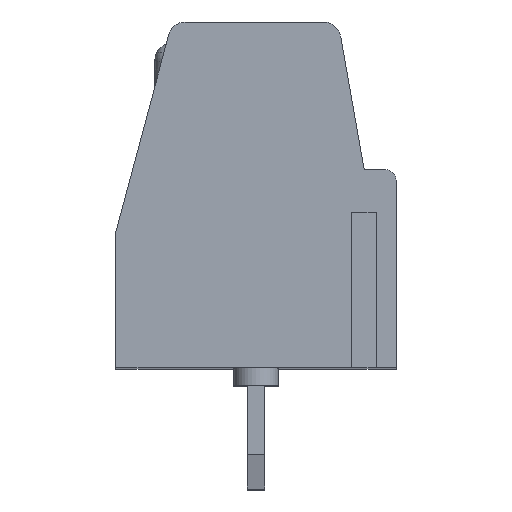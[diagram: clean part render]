
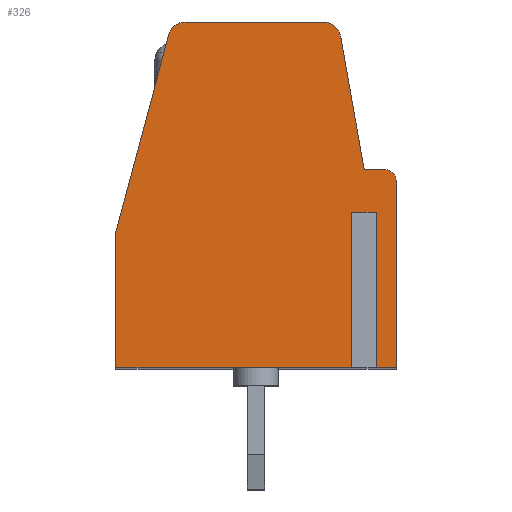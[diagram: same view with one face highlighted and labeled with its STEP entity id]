
A CAD part, top view. The second image highlights one B-rep face of the part: STEP entity #326.
In plain terms, the highlighted planar face has unit normal (0, 0, 1).
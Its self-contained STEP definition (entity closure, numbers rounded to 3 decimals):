
#326=ADVANCED_FACE('',(#901),#902,.F.);
#901=FACE_OUTER_BOUND('',#1746,.T.);
#902=PLANE('',#1747);
#1746=EDGE_LOOP('',(#2666,#2667,#2668,#2669,#2670,#2671,#2672,#2673,#2674,#2675,#2676,#2677,#2678,#2679));
#1747=AXIS2_PLACEMENT_3D('',#2680,#2681,#2682);
#2666=ORIENTED_EDGE('',*,*,#5006,.T.);
#2667=ORIENTED_EDGE('',*,*,#5007,.T.);
#2668=ORIENTED_EDGE('',*,*,#5008,.T.);
#2669=ORIENTED_EDGE('',*,*,#4991,.F.);
#2670=ORIENTED_EDGE('',*,*,#5009,.T.);
#2671=ORIENTED_EDGE('',*,*,#5010,.F.);
#2672=ORIENTED_EDGE('',*,*,#5011,.T.);
#2673=ORIENTED_EDGE('',*,*,#5012,.T.);
#2674=ORIENTED_EDGE('',*,*,#5013,.F.);
#2675=ORIENTED_EDGE('',*,*,#5014,.T.);
#2676=ORIENTED_EDGE('',*,*,#5015,.T.);
#2677=ORIENTED_EDGE('',*,*,#5016,.F.);
#2678=ORIENTED_EDGE('',*,*,#5017,.T.);
#2679=ORIENTED_EDGE('',*,*,#5018,.F.);
#2680=CARTESIAN_POINT('',(-39.331,-15.509,-0.57));
#2681=DIRECTION('',(0.,0.0,-1.0));
#2682=DIRECTION('',(-1.0,0.0,0.));
#4991=EDGE_CURVE('',#5954,#5949,#5956,.T.);
#5006=EDGE_CURVE('',#5979,#5980,#5981,.T.);
#5007=EDGE_CURVE('',#5980,#5982,#5983,.T.);
#5008=EDGE_CURVE('',#5982,#5949,#5984,.T.);
#5009=EDGE_CURVE('',#5954,#5985,#5986,.T.);
#5010=EDGE_CURVE('',#5987,#5985,#5988,.T.);
#5011=EDGE_CURVE('',#5987,#5989,#5990,.T.);
#5012=EDGE_CURVE('',#5989,#5991,#5992,.T.);
#5013=EDGE_CURVE('',#5993,#5991,#5994,.T.);
#5014=EDGE_CURVE('',#5993,#5995,#5996,.T.);
#5015=EDGE_CURVE('',#5995,#5997,#5998,.T.);
#5016=EDGE_CURVE('',#5999,#5997,#6000,.T.);
#5017=EDGE_CURVE('',#5999,#6001,#6002,.T.);
#5018=EDGE_CURVE('',#5979,#6001,#6003,.T.);
#5949=VERTEX_POINT('',#7398);
#5954=VERTEX_POINT('',#7405);
#5956=LINE('',#7408,#7409);
#5979=VERTEX_POINT('',#7442);
#5980=VERTEX_POINT('',#7443);
#5981=LINE('',#7444,#7445);
#5982=VERTEX_POINT('',#7446);
#5983=LINE('',#7447,#7448);
#5984=LINE('',#7449,#7450);
#5985=VERTEX_POINT('',#7451);
#5986=LINE('',#7452,#7453);
#5987=VERTEX_POINT('',#7454);
#5988=LINE('',#7455,#7456);
#5989=VERTEX_POINT('',#7457);
#5990=LINE('',#7458,#7459);
#5991=VERTEX_POINT('',#7460);
#5992=LINE('',#7461,#7462);
#5993=VERTEX_POINT('',#7463);
#5994=CIRCLE('',#7464,0.3);
#5995=VERTEX_POINT('',#7465);
#5996=LINE('',#7466,#7467);
#5997=VERTEX_POINT('',#7468);
#5998=LINE('',#7469,#7470);
#5999=VERTEX_POINT('',#7471);
#6000=CIRCLE('',#7472,0.5);
#6001=VERTEX_POINT('',#7473);
#6002=LINE('',#7474,#7475);
#6003=CIRCLE('',#7476,0.5);
#7398=CARTESIAN_POINT('',(-0.564,0.0,-0.57));
#7405=CARTESIAN_POINT('',(-0.564,4.5,-0.57));
#7408=CARTESIAN_POINT('',(-0.564,-42.225,-0.57));
#7409=VECTOR('',#9678,1.0);
#7442=CARTESIAN_POINT('',(-6.001,9.629,-0.57));
#7443=CARTESIAN_POINT('',(-7.527,3.935,-0.57));
#7444=CARTESIAN_POINT('',(-19.896,-42.225,-0.57));
#7445=VECTOR('',#9689,1.0);
#7446=CARTESIAN_POINT('',(-7.527,0.0,-0.57));
#7447=CARTESIAN_POINT('',(-7.527,-42.225,-0.57));
#7448=VECTOR('',#9690,1.0);
#7449=CARTESIAN_POINT('',(49.595,0.0,-0.57));
#7450=VECTOR('',#9691,1.0);
#7451=CARTESIAN_POINT('',(-0.15,4.5,-0.57));
#7452=CARTESIAN_POINT('',(49.595,4.5,-0.57));
#7453=VECTOR('',#9692,1.0);
#7454=CARTESIAN_POINT('',(-0.15,0.0,-0.57));
#7455=CARTESIAN_POINT('',(-0.15,-42.225,-0.57));
#7456=VECTOR('',#9693,1.0);
#7457=CARTESIAN_POINT('',(0.573,0.0,-0.57));
#7458=CARTESIAN_POINT('',(49.595,0.0,-0.57));
#7459=VECTOR('',#9694,1.0);
#7460=CARTESIAN_POINT('',(0.573,5.43,-0.57));
#7461=CARTESIAN_POINT('',(0.573,-42.225,-0.57));
#7462=VECTOR('',#9695,1.0);
#7463=CARTESIAN_POINT('',(0.273,5.73,-0.57));
#7464=AXIS2_PLACEMENT_3D('',#9696,#9697,#9698);
#7465=CARTESIAN_POINT('',(-0.349,5.73,-0.57));
#7466=CARTESIAN_POINT('',(49.595,5.73,-0.57));
#7467=VECTOR('',#9699,1.0);
#7468=CARTESIAN_POINT('',(-1.029,9.587,-0.57));
#7469=CARTESIAN_POINT('',(8.107,-42.225,-0.57));
#7470=VECTOR('',#9700,1.0);
#7471=CARTESIAN_POINT('',(-1.522,10.,-0.57));
#7472=AXIS2_PLACEMENT_3D('',#9701,#9702,#9703);
#7473=CARTESIAN_POINT('',(-5.518,10.0,-0.57));
#7474=CARTESIAN_POINT('',(49.595,10.,-0.57));
#7475=VECTOR('',#9704,1.0);
#7476=AXIS2_PLACEMENT_3D('',#9705,#9706,#9707);
#9678=DIRECTION('',(0.0,-1.0,-0.0));
#9689=DIRECTION('',(-0.259,-0.966,0.));
#9690=DIRECTION('',(0.,-1.0,0.));
#9691=DIRECTION('',(1.0,0.0,0.));
#9692=DIRECTION('',(1.0,0.0,0.));
#9693=DIRECTION('',(0.0,1.0,0.0));
#9694=DIRECTION('',(1.0,0.0,0.));
#9695=DIRECTION('',(0.0,1.0,0.0));
#9696=CARTESIAN_POINT('',(0.273,5.43,-0.57));
#9697=DIRECTION('',(0.,0.0,-1.0));
#9698=DIRECTION('',(-1.0,0.0,0.));
#9699=DIRECTION('',(-1.0,0.0,0.));
#9700=DIRECTION('',(-0.174,0.985,0.));
#9701=CARTESIAN_POINT('',(-1.522,9.5,-0.57));
#9702=DIRECTION('',(0.,0.0,-1.0));
#9703=DIRECTION('',(-1.0,0.0,0.));
#9704=DIRECTION('',(-1.0,0.0,0.));
#9705=CARTESIAN_POINT('',(-5.518,9.5,-0.57));
#9706=DIRECTION('',(0.,0.0,-1.0));
#9707=DIRECTION('',(-1.0,0.0,0.));
